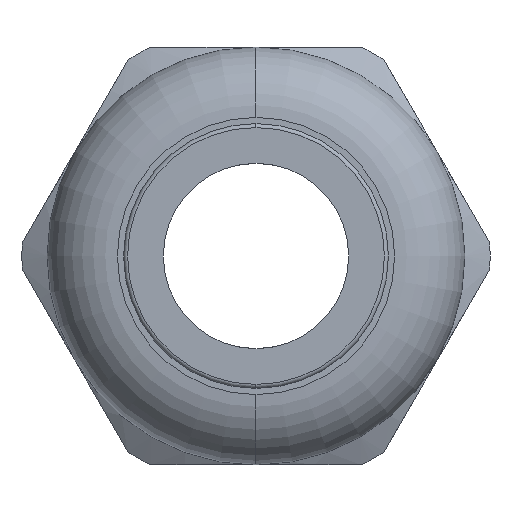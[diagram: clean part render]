
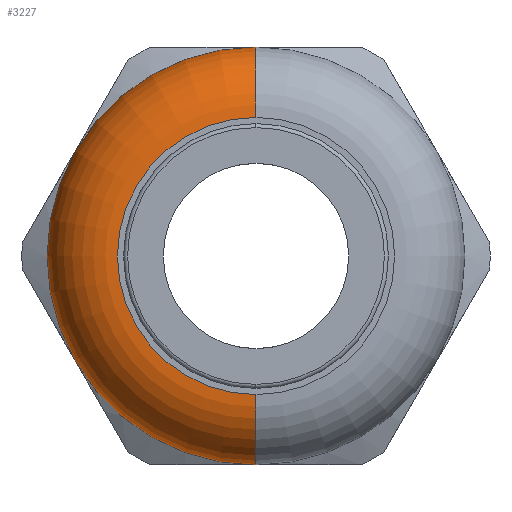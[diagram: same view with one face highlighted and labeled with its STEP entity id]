
A CAD part, left-side view. The second image highlights one B-rep face of the part: STEP entity #3227.
In plain terms, the highlighted toroidal (fillet/blend) face has major radius 8.926 mm and minor radius 4.536 mm.
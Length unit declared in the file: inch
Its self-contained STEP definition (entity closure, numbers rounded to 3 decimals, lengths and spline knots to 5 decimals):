
#348 = ORIENTED_EDGE ( 'NONE', *, *, #404, .F. ) ;
#360 = ORIENTED_EDGE ( 'NONE', *, *, #390, .F. ) ;
#388 = VERTEX_POINT ( 'NONE', #1647 ) ;
#390 = EDGE_CURVE ( 'NONE', #494, #388, #1645, .T. ) ;
#404 = EDGE_CURVE ( 'NONE', #388, #470, #1688, .T. ) ;
#405 = ORIENTED_EDGE ( 'NONE', *, *, #579, .F. ) ;
#470 = VERTEX_POINT ( 'NONE', #1823 ) ;
#494 = VERTEX_POINT ( 'NONE', #1849 ) ;
#547 = EDGE_CURVE ( 'NONE', #571, #470, #1943, .T. ) ;
#552 = ORIENTED_EDGE ( 'NONE', *, *, #547, .T. ) ;
#571 = VERTEX_POINT ( 'NONE', #1955 ) ;
#579 = EDGE_CURVE ( 'NONE', #571, #494, #2014, .T. ) ;
#1641 = DIRECTION ( 'NONE',  ( 0., 0., -1. ) ) ;
#1642 = DIRECTION ( 'NONE',  ( 0., -1., 0. ) ) ;
#1643 = CARTESIAN_POINT ( 'NONE',  ( -0.9214, 0., -0.3514 ) ) ;
#1644 = AXIS2_PLACEMENT_3D ( 'NONE', #1643, #1642, #1641 ) ;
#1645 = CIRCLE ( 'NONE', #1644, 0.1786 ) ;
#1647 = CARTESIAN_POINT ( 'NONE',  ( -0.9214, 0., -0.53 ) ) ;
#1685 = DIRECTION ( 'NONE',  ( 0., 0., -1. ) ) ;
#1686 = DIRECTION ( 'NONE',  ( 1., 0., 0. ) ) ;
#1687 = AXIS2_PLACEMENT_3D ( 'NONE', #1693, #1686, #1685 ) ;
#1688 = CIRCLE ( 'NONE', #1687, 0.53 ) ;
#1693 = CARTESIAN_POINT ( 'NONE',  ( -0.9214, 0., 0. ) ) ;
#1823 = CARTESIAN_POINT ( 'NONE',  ( -0.9214, 0., 0.53 ) ) ;
#1849 = CARTESIAN_POINT ( 'NONE',  ( -1.1, 0., -0.3514 ) ) ;
#1939 = DIRECTION ( 'NONE',  ( 0., 0., 1. ) ) ;
#1940 = DIRECTION ( 'NONE',  ( 0., 1., 0. ) ) ;
#1941 = CARTESIAN_POINT ( 'NONE',  ( -0.9214, 0., 0.3514 ) ) ;
#1942 = AXIS2_PLACEMENT_3D ( 'NONE', #1941, #1940, #1939 ) ;
#1943 = CIRCLE ( 'NONE', #1942, 0.1786 ) ;
#1955 = CARTESIAN_POINT ( 'NONE',  ( -1.1, 0., 0.3514 ) ) ;
#2006 = DIRECTION ( 'NONE',  ( 0., 0., -1. ) ) ;
#2007 = DIRECTION ( 'NONE',  ( -1., 0., 0. ) ) ;
#2008 = CARTESIAN_POINT ( 'NONE',  ( -1.1, 0., 0. ) ) ;
#2009 = AXIS2_PLACEMENT_3D ( 'NONE', #2008, #2007, #2006 ) ;
#2014 = CIRCLE ( 'NONE', #2009, 0.3514 ) ;
#2925 = DIRECTION ( 'NONE',  ( 0., 0., -1. ) ) ;
#2926 = DIRECTION ( 'NONE',  ( 1., 0., 0. ) ) ;
#2927 = CARTESIAN_POINT ( 'NONE',  ( -0.9214, 0., 0. ) ) ;
#2928 = AXIS2_PLACEMENT_3D ( 'NONE', #2927, #2926, #2925 ) ;
#2929 = TOROIDAL_SURFACE ( 'NONE', #2928, 0.3514, 0.1786 ) ;
#2930 = FACE_OUTER_BOUND ( 'NONE', #3211, .T. ) ;
#3211 = EDGE_LOOP ( 'NONE', ( #405, #552, #348, #360 ) ) ;
#3227 = ADVANCED_FACE ( 'NONE', ( #2930 ), #2929, .T. ) ;
